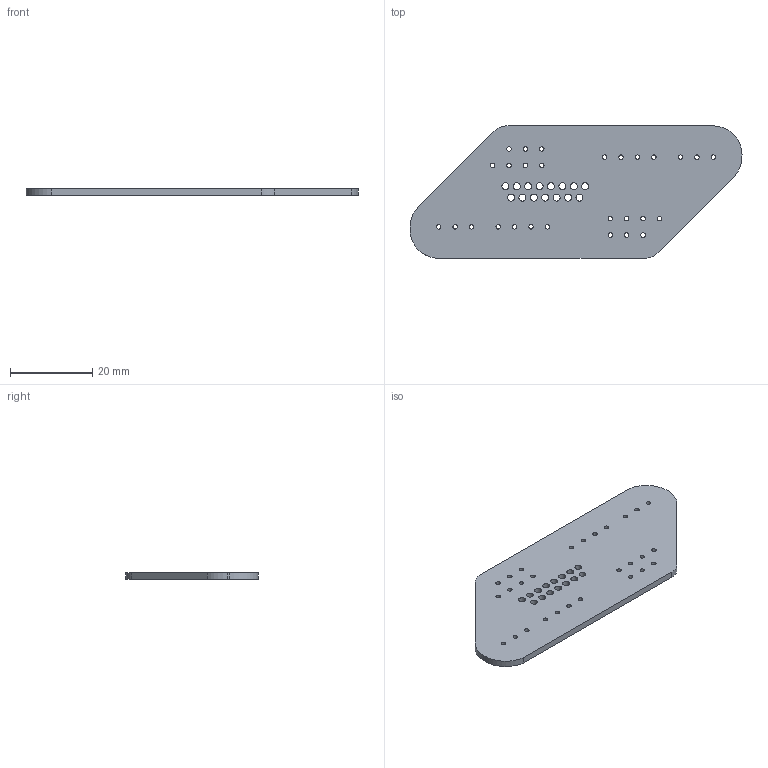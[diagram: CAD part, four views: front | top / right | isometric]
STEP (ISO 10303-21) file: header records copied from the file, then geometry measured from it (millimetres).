
FILE_DESCRIPTION(('KiCad electronic assembly'),'2;1');
FILE_NAME('TwinFamicom_Expansion.step','2021-05-21T00:26:31',( 'An Author'),('A Company'),'Open CASCADE STEP processor 7.4', 'KiCad to STEP converter','Unknown');
FILE_SCHEMA(('AUTOMOTIVE_DESIGN { 1 0 10303 214 1 1 1 1 }'));
Length unit declared in the file: millimetre
Products named in the file (2): Open CASCADE STEP translator 7.4 1; COMPOUND
Assembly tree (1 placements, depth 2):
  Open CASCADE STEP translator 7.4 1
    COMPOUND
Bounding box: 80.95 x 32.25 x 1.6 mm (x, y, z)
Volume: 3280 mm3; surface area: 4692.5 mm2
Topology: 1 solids, 1 shells, 57 faces, 165 edges, 110 vertices
Faces by surface type: cylinder 49, plane 8
Full cylindrical faces by diameter (mm): 1.09 x28, 1.71 x15
Entity records: 4301 total; most frequent: DIRECTION 711, CARTESIAN_POINT 664, ORIENTED_EDGE 330, PCURVE 330, DEFINITIONAL_REPRESENTATION 330, LINE 299, VECTOR 299, CIRCLE 196
